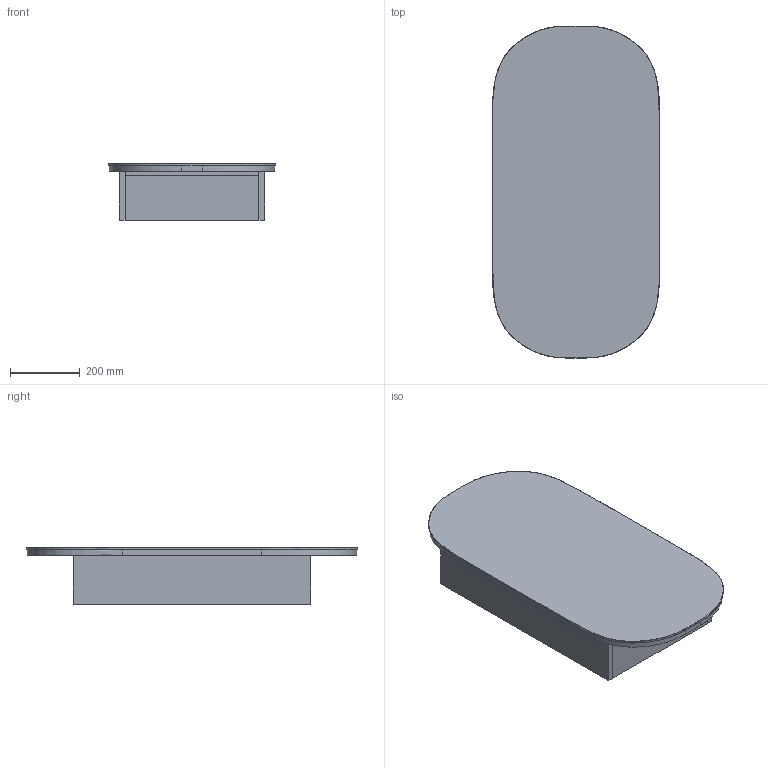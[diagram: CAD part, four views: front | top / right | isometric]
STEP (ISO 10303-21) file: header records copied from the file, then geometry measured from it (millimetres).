
FILE_DESCRIPTION((''),'2;1');
FILE_NAME('KADO_LUSSI_MIRROR_CAB_LH_ASM','2020-10-27T15:46:46',('ipelchen'),(''),'CREO PARAMETRIC BY PTC INC, 2018190','CREO PARAMETRIC BY PTC INC, 2018190','');
FILE_SCHEMA(('CONFIG_CONTROL_DESIGN'));
Length unit declared in the file: millimetre
Products named in the file (8): KADO_LUSSI_MIRROR_GLASS_A; KADO_LUSSI_MIRROR_CABINET_A; KADO_LUSSI_MIRROR_SUB_01_A; POWER_SOCKET; KADO_LUSSI_MIRROR_CAB_SHELF_1_A; CABTOP; CABBOTTOM; KADO_LUSSI_MIRROR_CAB_LH_ASM
Assembly tree (10 placements, depth 2):
  KADO_LUSSI_MIRROR_CAB_LH_ASM
    KADO_LUSSI_MIRROR_GLASS_A
    KADO_LUSSI_MIRROR_CABINET_A
    KADO_LUSSI_MIRROR_SUB_01_A
    POWER_SOCKET
    KADO_LUSSI_MIRROR_CAB_SHELF_1_A  x4
    CABTOP
    CABBOTTOM
Bounding box: 480 x 950 x 162 mm (x, y, z)
Volume: 19977566.7 mm3; surface area: 3241420.1 mm2
Topology: 10 solids, 10 shells, 322 faces, 710 edges, 452 vertices
Faces by surface type: cylinder 156, plane 134, bspline 12, sphere 10, extrusion 8, torus 2
Entity records: 9921 total; most frequent: CARTESIAN_POINT 2757, DIRECTION 1538, ORIENTED_EDGE 1348, EDGE_CURVE 674, AXIS2_PLACEMENT_3D 598, VERTEX_POINT 428, EDGE_LOOP 388, VECTOR 342
